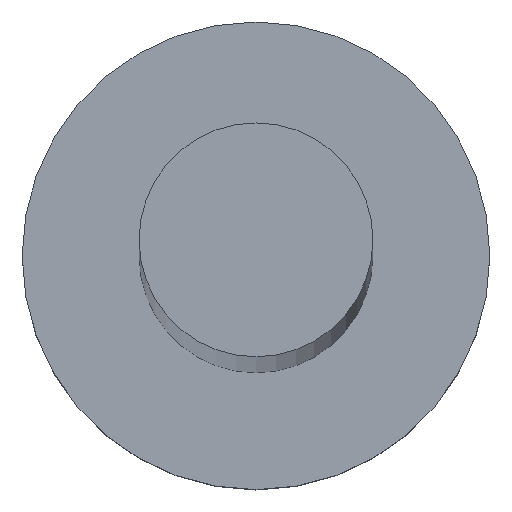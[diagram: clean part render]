
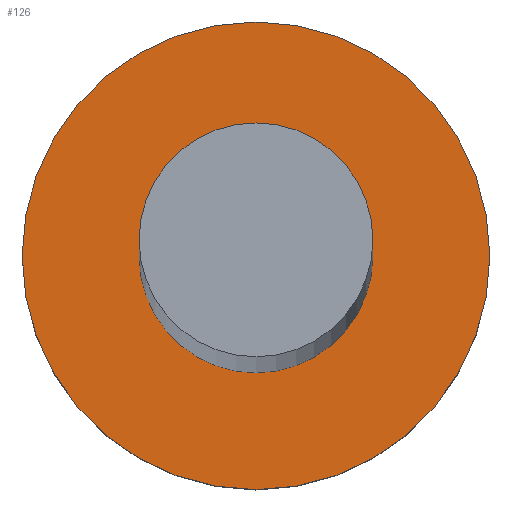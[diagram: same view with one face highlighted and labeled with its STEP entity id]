
A CAD part, top view. The second image highlights one B-rep face of the part: STEP entity #126.
In plain terms, the highlighted planar face has unit normal (0, 0, 1).
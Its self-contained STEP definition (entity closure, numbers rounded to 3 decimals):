
#21 = FACE_BOUND ( 'NONE', #133, .T. ) ;
#22 = VERTEX_POINT ( 'NONE', #223 ) ;
#23 = EDGE_CURVE ( 'NONE', #22, #92, #215, .T. ) ;
#36 = EDGE_CURVE ( 'NONE', #238, #213, #100, .T. ) ;
#46 = EDGE_CURVE ( 'NONE', #213, #238, #129, .T. ) ;
#61 = ORIENTED_EDGE ( 'NONE', *, *, #36, .T. ) ;
#77 = ORIENTED_EDGE ( 'NONE', *, *, #175, .F. ) ;
#80 = CARTESIAN_POINT ( 'NONE',  ( -2.5, 0., 2. ) ) ;
#92 = VERTEX_POINT ( 'NONE', #189 ) ;
#100 = CIRCLE ( 'NONE', #154, 2.5 ) ;
#109 = AXIS2_PLACEMENT_3D ( 'NONE', #245, #158, #182 ) ;
#111 = DIRECTION ( 'NONE',  ( 1., 0., 0. ) ) ;
#120 = DIRECTION ( 'NONE',  ( 0., 0., 1. ) ) ;
#121 = DIRECTION ( 'NONE',  ( 0., 0., 1. ) ) ;
#123 = EDGE_LOOP ( 'NONE', ( #250, #61 ) ) ;
#126 = ADVANCED_FACE ( 'NONE', ( #21, #128 ), #170, .T. ) ;
#127 = DIRECTION ( 'NONE',  ( 0., 0., 1. ) ) ;
#128 = FACE_OUTER_BOUND ( 'NONE', #123, .T. ) ;
#129 = CIRCLE ( 'NONE', #210, 2.5 ) ;
#133 = EDGE_LOOP ( 'NONE', ( #77, #149 ) ) ;
#147 = DIRECTION ( 'NONE',  ( 1., 0., 0. ) ) ;
#149 = ORIENTED_EDGE ( 'NONE', *, *, #23, .F. ) ;
#151 = CARTESIAN_POINT ( 'NONE',  ( 0., 0., 2. ) ) ;
#154 = AXIS2_PLACEMENT_3D ( 'NONE', #151, #127, #147 ) ;
#158 = DIRECTION ( 'NONE',  ( 0., 0., 1. ) ) ;
#167 = CARTESIAN_POINT ( 'NONE',  ( 0., 0., 2. ) ) ;
#170 = PLANE ( 'NONE',  #185 ) ;
#172 = CARTESIAN_POINT ( 'NONE',  ( 2.5, 0., 2. ) ) ;
#175 = EDGE_CURVE ( 'NONE', #92, #22, #233, .T. ) ;
#176 = AXIS2_PLACEMENT_3D ( 'NONE', #228, #121, #246 ) ;
#180 = CARTESIAN_POINT ( 'NONE',  ( 0., 0., 2. ) ) ;
#182 = DIRECTION ( 'NONE',  ( 1., 0., 0. ) ) ;
#185 = AXIS2_PLACEMENT_3D ( 'NONE', #180, #120, #199 ) ;
#187 = DIRECTION ( 'NONE',  ( 0., 0., 1. ) ) ;
#189 = CARTESIAN_POINT ( 'NONE',  ( -1.25, 0., 2. ) ) ;
#199 = DIRECTION ( 'NONE',  ( 1., 0., 0. ) ) ;
#210 = AXIS2_PLACEMENT_3D ( 'NONE', #167, #187, #111 ) ;
#213 = VERTEX_POINT ( 'NONE', #80 ) ;
#215 = CIRCLE ( 'NONE', #176, 1.25 ) ;
#223 = CARTESIAN_POINT ( 'NONE',  ( 1.25, 0., 2. ) ) ;
#228 = CARTESIAN_POINT ( 'NONE',  ( 0., 0., 2. ) ) ;
#233 = CIRCLE ( 'NONE', #109, 1.25 ) ;
#238 = VERTEX_POINT ( 'NONE', #172 ) ;
#245 = CARTESIAN_POINT ( 'NONE',  ( 0., 0., 2. ) ) ;
#246 = DIRECTION ( 'NONE',  ( 1., 0., 0. ) ) ;
#250 = ORIENTED_EDGE ( 'NONE', *, *, #46, .T. ) ;
